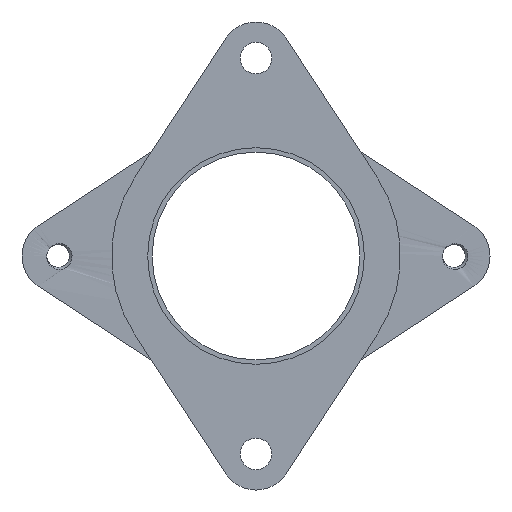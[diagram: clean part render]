
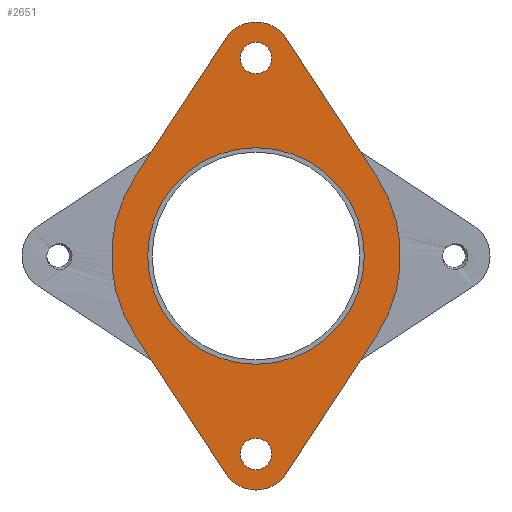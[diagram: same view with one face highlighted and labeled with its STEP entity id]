
A CAD part, front view. The second image highlights one B-rep face of the part: STEP entity #2651.
In plain terms, the highlighted planar face has unit normal (0, -1, 0).
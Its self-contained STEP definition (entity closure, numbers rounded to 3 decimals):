
#9 = FACE_BOUND ( 'NONE', #3004, .T. ) ;
#18 = DIRECTION ( 'NONE',  ( 0., -1., 0. ) ) ;
#57 = AXIS2_PLACEMENT_3D ( 'NONE', #1542, #2432, #279 ) ;
#58 = CARTESIAN_POINT ( 'NONE',  ( 0., 0., -21.92 ) ) ;
#61 = CIRCLE ( 'NONE', #57, 16. ) ;
#71 = DIRECTION ( 'NONE',  ( 0., 0., 1. ) ) ;
#115 = CARTESIAN_POINT ( 'NONE',  ( 0., 0., -12. ) ) ;
#122 = CARTESIAN_POINT ( 'NONE',  ( 3.347, 0., 24.11 ) ) ;
#160 = AXIS2_PLACEMENT_3D ( 'NONE', #2173, #18, #1051 ) ;
#167 = CIRCLE ( 'NONE', #160, 1.75 ) ;
#228 = DIRECTION ( 'NONE',  ( -0.547, 0., -0.837 ) ) ;
#234 = CARTESIAN_POINT ( 'NONE',  ( -13.389, 0., 8.759 ) ) ;
#251 = FACE_OUTER_BOUND ( 'NONE', #2450, .T. ) ;
#268 = CARTESIAN_POINT ( 'NONE',  ( -3.347, 0., -24.11 ) ) ;
#279 = DIRECTION ( 'NONE',  ( 0., 0., 1. ) ) ;
#308 = CARTESIAN_POINT ( 'NONE',  ( -13.389, 0., -8.759 ) ) ;
#323 = AXIS2_PLACEMENT_3D ( 'NONE', #1271, #2146, #3354 ) ;
#328 = CARTESIAN_POINT ( 'NONE',  ( 3.347, 0., -24.11 ) ) ;
#378 = CIRCLE ( 'NONE', #323, 1.75 ) ;
#395 = CARTESIAN_POINT ( 'NONE',  ( 13.389, 0., -8.759 ) ) ;
#398 = DIRECTION ( 'NONE',  ( 0., 0., 1. ) ) ;
#401 = CARTESIAN_POINT ( 'NONE',  ( 0., 0., 23.67 ) ) ;
#430 = CARTESIAN_POINT ( 'NONE',  ( -3.347, 0., 24.11 ) ) ;
#432 = VECTOR ( 'NONE', #228, 1000. ) ;
#437 = VECTOR ( 'NONE', #483, 1000. ) ;
#464 = CARTESIAN_POINT ( 'NONE',  ( 13.389, 0., 8.759 ) ) ;
#468 = CARTESIAN_POINT ( 'NONE',  ( 0., 0., -20.17 ) ) ;
#471 = CARTESIAN_POINT ( 'NONE',  ( 0., 0., 25.92 ) ) ;
#483 = DIRECTION ( 'NONE',  ( -0.547, 0., 0.837 ) ) ;
#484 = CARTESIAN_POINT ( 'NONE',  ( 0., 0., 20.17 ) ) ;
#496 = CARTESIAN_POINT ( 'NONE',  ( 0., 0., 21.92 ) ) ;
#646 = DIRECTION ( 'NONE',  ( 0.547, 0., -0.837 ) ) ;
#654 = AXIS2_PLACEMENT_3D ( 'NONE', #1369, #2221, #71 ) ;
#659 = CIRCLE ( 'NONE', #654, 4. ) ;
#660 = VERTEX_POINT ( 'NONE', #484 ) ;
#668 = VERTEX_POINT ( 'NONE', #471 ) ;
#669 = VERTEX_POINT ( 'NONE', #468 ) ;
#677 = VERTEX_POINT ( 'NONE', #464 ) ;
#694 = VERTEX_POINT ( 'NONE', #430 ) ;
#717 = CIRCLE ( 'NONE', #2544, 16. ) ;
#729 = VERTEX_POINT ( 'NONE', #401 ) ;
#730 = DIRECTION ( 'NONE',  ( 0., 1., 0. ) ) ;
#737 = VERTEX_POINT ( 'NONE', #395 ) ;
#767 = VECTOR ( 'NONE', #1787, 1000. ) ;
#771 = AXIS2_PLACEMENT_3D ( 'NONE', #58, #1096, #1992 ) ;
#790 = DIRECTION ( 'NONE',  ( 0., 0., 1. ) ) ;
#804 = VERTEX_POINT ( 'NONE', #328 ) ;
#829 = VERTEX_POINT ( 'NONE', #308 ) ;
#842 = CARTESIAN_POINT ( 'NONE',  ( -13.389, 0., 8.759 ) ) ;
#866 = VERTEX_POINT ( 'NONE', #268 ) ;
#868 = CIRCLE ( 'NONE', #771, 1.75 ) ;
#936 = DIRECTION ( 'NONE',  ( 0., -1., 0. ) ) ;
#983 = DIRECTION ( 'NONE',  ( 0., -1., 0. ) ) ;
#1016 = CARTESIAN_POINT ( 'NONE',  ( 0., 0., -23.67 ) ) ;
#1043 = PLANE ( 'NONE',  #1539 ) ;
#1051 = DIRECTION ( 'NONE',  ( 0., 0., 1. ) ) ;
#1067 = VERTEX_POINT ( 'NONE', #234 ) ;
#1096 = DIRECTION ( 'NONE',  ( 0., -1., 0. ) ) ;
#1271 = CARTESIAN_POINT ( 'NONE',  ( 0., 0., -21.92 ) ) ;
#1289 = VERTEX_POINT ( 'NONE', #122 ) ;
#1296 = FACE_BOUND ( 'NONE', #2566, .T. ) ;
#1314 = VERTEX_POINT ( 'NONE', #115 ) ;
#1369 = CARTESIAN_POINT ( 'NONE',  ( 0., 0., 21.92 ) ) ;
#1446 = DIRECTION ( 'NONE',  ( 0., 0., 1. ) ) ;
#1457 = AXIS2_PLACEMENT_3D ( 'NONE', #1639, #2570, #398 ) ;
#1463 = DIRECTION ( 'NONE',  ( 0., 1., 0. ) ) ;
#1489 = CARTESIAN_POINT ( 'NONE',  ( 0., 0., 0. ) ) ;
#1505 = LINE ( 'NONE', #2383, #432 ) ;
#1514 = DIRECTION ( 'NONE',  ( 0., -1., 0. ) ) ;
#1539 = AXIS2_PLACEMENT_3D ( 'NONE', #1952, #3032, #790 ) ;
#1542 = CARTESIAN_POINT ( 'NONE',  ( 0., 0., 0. ) ) ;
#1543 = VECTOR ( 'NONE', #646, 1000. ) ;
#1639 = CARTESIAN_POINT ( 'NONE',  ( 0., 0., -21.92 ) ) ;
#1698 = DIRECTION ( 'NONE',  ( 0., 0., 1. ) ) ;
#1711 = LINE ( 'NONE', #2674, #437 ) ;
#1787 = DIRECTION ( 'NONE',  ( 0.547, 0., 0.837 ) ) ;
#1835 = LINE ( 'NONE', #2858, #1543 ) ;
#1866 = DIRECTION ( 'NONE',  ( 0., 0., 1. ) ) ;
#1906 = DIRECTION ( 'NONE',  ( 0., 0., 1. ) ) ;
#1952 = CARTESIAN_POINT ( 'NONE',  ( 0., 0., 0. ) ) ;
#1992 = DIRECTION ( 'NONE',  ( 0., 0., 1. ) ) ;
#2026 = AXIS2_PLACEMENT_3D ( 'NONE', #496, #1514, #2398 ) ;
#2027 = CIRCLE ( 'NONE', #2026, 1.75 ) ;
#2144 = CARTESIAN_POINT ( 'NONE',  ( 0., 0., 12. ) ) ;
#2146 = DIRECTION ( 'NONE',  ( 0., -1., 0. ) ) ;
#2164 = FACE_BOUND ( 'NONE', #3040, .T. ) ;
#2173 = CARTESIAN_POINT ( 'NONE',  ( 0., 0., 21.92 ) ) ;
#2221 = DIRECTION ( 'NONE',  ( 0., 1., 0. ) ) ;
#2256 = AXIS2_PLACEMENT_3D ( 'NONE', #2962, #730, #1698 ) ;
#2257 = CIRCLE ( 'NONE', #2256, 4. ) ;
#2307 = EDGE_CURVE ( 'NONE', #829, #1067, #717, .T. ) ;
#2315 = EDGE_CURVE ( 'NONE', #1289, #677, #1835, .T. ) ;
#2318 = AXIS2_PLACEMENT_3D ( 'NONE', #3310, #983, #1906 ) ;
#2327 = EDGE_CURVE ( 'NONE', #804, #866, #2375, .T. ) ;
#2375 = CIRCLE ( 'NONE', #1457, 4. ) ;
#2380 = EDGE_CURVE ( 'NONE', #2437, #1314, #2739, .T. ) ;
#2383 = CARTESIAN_POINT ( 'NONE',  ( 13.389, 0., -8.759 ) ) ;
#2384 = EDGE_CURVE ( 'NONE', #694, #668, #2257, .T. ) ;
#2398 = DIRECTION ( 'NONE',  ( 0., 0., 1. ) ) ;
#2432 = DIRECTION ( 'NONE',  ( 0., 1., 0. ) ) ;
#2437 = VERTEX_POINT ( 'NONE', #2144 ) ;
#2450 = EDGE_LOOP ( 'NONE', ( #3070, #3081, #3088, #3092, #3093, #3108, #3109, #3120, #3128 ) ) ;
#2505 = AXIS2_PLACEMENT_3D ( 'NONE', #3240, #936, #1866 ) ;
#2518 = EDGE_CURVE ( 'NONE', #729, #660, #2027, .T. ) ;
#2544 = AXIS2_PLACEMENT_3D ( 'NONE', #1489, #1463, #1446 ) ;
#2566 = EDGE_LOOP ( 'NONE', ( #3134, #3139 ) ) ;
#2570 = DIRECTION ( 'NONE',  ( 0., 1., 0. ) ) ;
#2573 = CIRCLE ( 'NONE', #2505, 12. ) ;
#2651 = ADVANCED_FACE ( 'NONE', ( #251, #1296, #2164, #9 ), #1043, .F. ) ;
#2674 = CARTESIAN_POINT ( 'NONE',  ( -3.347, 0., -24.11 ) ) ;
#2739 = CIRCLE ( 'NONE', #2318, 12. ) ;
#2858 = CARTESIAN_POINT ( 'NONE',  ( 3.347, 0., 24.11 ) ) ;
#2891 = EDGE_CURVE ( 'NONE', #2999, #669, #868, .T. ) ;
#2903 = EDGE_CURVE ( 'NONE', #1067, #694, #3100, .T. ) ;
#2907 = EDGE_CURVE ( 'NONE', #668, #1289, #659, .T. ) ;
#2962 = CARTESIAN_POINT ( 'NONE',  ( 0., 0., 21.92 ) ) ;
#2980 = EDGE_CURVE ( 'NONE', #866, #829, #1711, .T. ) ;
#2982 = EDGE_CURVE ( 'NONE', #737, #804, #1505, .T. ) ;
#2998 = EDGE_CURVE ( 'NONE', #669, #2999, #378, .T. ) ;
#2999 = VERTEX_POINT ( 'NONE', #1016 ) ;
#3004 = EDGE_LOOP ( 'NONE', ( #3165, #3170 ) ) ;
#3032 = DIRECTION ( 'NONE',  ( 0., 1., 0. ) ) ;
#3040 = EDGE_LOOP ( 'NONE', ( #3158, #3164 ) ) ;
#3070 = ORIENTED_EDGE ( 'NONE', *, *, #2327, .F. ) ;
#3072 = EDGE_CURVE ( 'NONE', #660, #729, #167, .T. ) ;
#3081 = ORIENTED_EDGE ( 'NONE', *, *, #2982, .F. ) ;
#3088 = ORIENTED_EDGE ( 'NONE', *, *, #3098, .F. ) ;
#3092 = ORIENTED_EDGE ( 'NONE', *, *, #2315, .F. ) ;
#3093 = ORIENTED_EDGE ( 'NONE', *, *, #2907, .F. ) ;
#3098 = EDGE_CURVE ( 'NONE', #677, #737, #61, .T. ) ;
#3100 = LINE ( 'NONE', #842, #767 ) ;
#3108 = ORIENTED_EDGE ( 'NONE', *, *, #2384, .F. ) ;
#3109 = ORIENTED_EDGE ( 'NONE', *, *, #2903, .F. ) ;
#3120 = ORIENTED_EDGE ( 'NONE', *, *, #2307, .F. ) ;
#3128 = ORIENTED_EDGE ( 'NONE', *, *, #2980, .F. ) ;
#3134 = ORIENTED_EDGE ( 'NONE', *, *, #2518, .F. ) ;
#3139 = ORIENTED_EDGE ( 'NONE', *, *, #3072, .F. ) ;
#3158 = ORIENTED_EDGE ( 'NONE', *, *, #2380, .F. ) ;
#3164 = ORIENTED_EDGE ( 'NONE', *, *, #3367, .F. ) ;
#3165 = ORIENTED_EDGE ( 'NONE', *, *, #2998, .F. ) ;
#3170 = ORIENTED_EDGE ( 'NONE', *, *, #2891, .F. ) ;
#3240 = CARTESIAN_POINT ( 'NONE',  ( 0., 0., 0. ) ) ;
#3310 = CARTESIAN_POINT ( 'NONE',  ( 0., 0., 0. ) ) ;
#3354 = DIRECTION ( 'NONE',  ( 0., 0., 1. ) ) ;
#3367 = EDGE_CURVE ( 'NONE', #1314, #2437, #2573, .T. ) ;
